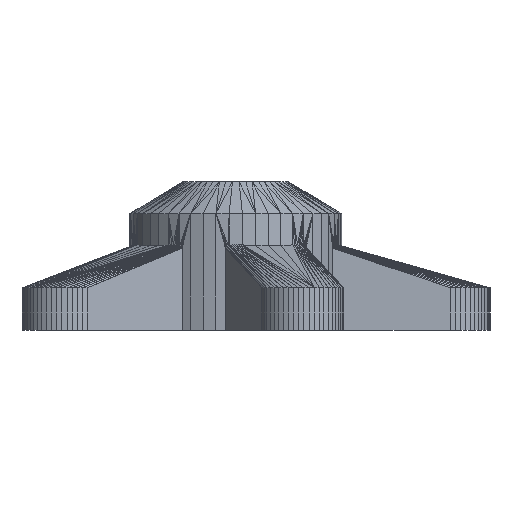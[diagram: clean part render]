
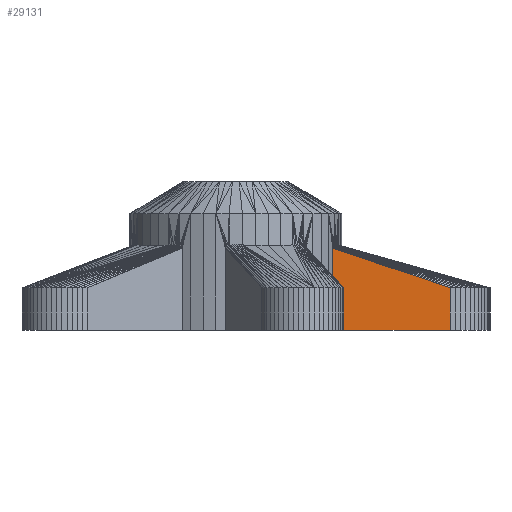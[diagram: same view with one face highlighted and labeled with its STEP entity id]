
A CAD part, front view. The second image highlights one B-rep face of the part: STEP entity #29131.
In plain terms, the highlighted planar face has unit normal (0, -1, 0).
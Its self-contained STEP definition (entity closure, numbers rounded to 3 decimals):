
#24600 = VERTEX_POINT('',#24601);
#24601 = CARTESIAN_POINT('',(20.251,-3.992,4.));
#24610 = PLANE('',#24611);
#24611 = AXIS2_PLACEMENT_3D('',#24612,#24613,#24614);
#24612 = CARTESIAN_POINT('',(14.686,-3.988,
    5.896));
#24613 = DIRECTION('',(0.118,-0.93,0.347));
#24614 = DIRECTION('',(0.,-0.349,
    -0.937));
#24634 = VERTEX_POINT('',#24635);
#24635 = CARTESIAN_POINT('',(9.149,-3.997,
    7.748));
#24660 = EDGE_CURVE('',#24600,#24634,#24661,.T.);
#24661 = SURFACE_CURVE('',#24662,(#24666,#24672),.PCURVE_S1.);
#24662 = LINE('',#24663,#24664);
#24663 = CARTESIAN_POINT('',(20.251,-3.992,4.));
#24664 = VECTOR('',#24665,1.);
#24665 = DIRECTION('',(-0.947,0.,
    0.32));
#24666 = PCURVE('',#24610,#24667);
#24667 = DEFINITIONAL_REPRESENTATION('',(#24668),#24671);
#24668 = B_SPLINE_CURVE_WITH_KNOTS('',1,(#24669,#24670),.UNSPECIFIED.,
  .F.,.F.,(2,2),(0.,11.718),.PIECEWISE_BEZIER_KNOTS.);
#24669 = CARTESIAN_POINT('',(1.778,5.604));
#24670 = CARTESIAN_POINT('',(-1.732,-5.576));
#24671 = ( GEOMETRIC_REPRESENTATION_CONTEXT(2) 
PARAMETRIC_REPRESENTATION_CONTEXT() REPRESENTATION_CONTEXT('2D SPACE',''
  ) );
#24672 = PCURVE('',#24673,#24678);
#24673 = PLANE('',#24674);
#24674 = AXIS2_PLACEMENT_3D('',#24675,#24676,#24677);
#24675 = CARTESIAN_POINT('',(14.098,-3.995,
    3.091));
#24676 = DIRECTION('',(0.,-1.,
    0.));
#24677 = DIRECTION('',(-1.,0.,
    0.));
#24678 = DEFINITIONAL_REPRESENTATION('',(#24679),#24683);
#24679 = LINE('',#24680,#24681);
#24680 = CARTESIAN_POINT('',(-6.153,-0.909));
#24681 = VECTOR('',#24682,1.);
#24682 = DIRECTION('',(0.947,-0.32));
#24683 = ( GEOMETRIC_REPRESENTATION_CONTEXT(2) 
PARAMETRIC_REPRESENTATION_CONTEXT() REPRESENTATION_CONTEXT('2D SPACE',''
  ) );
#24704 = PLANE('',#24705);
#24705 = AXIS2_PLACEMENT_3D('',#24706,#24707,#24708);
#24706 = CARTESIAN_POINT('',(20.5,-3.961,2.));
#24707 = DIRECTION('',(0.125,-0.992,0.));
#24708 = DIRECTION('',(-0.992,-0.125,0.));
#25286 = PLANE('',#25287);
#25287 = AXIS2_PLACEMENT_3D('',#25288,#25289,#25290);
#25288 = CARTESIAN_POINT('',(8.929,-4.465,
    5.304));
#25289 = DIRECTION('',(0.905,-0.426,0.)
  );
#25290 = DIRECTION('',(0.426,0.905,0.));
#26670 = PLANE('',#26671);
#26671 = AXIS2_PLACEMENT_3D('',#26672,#26673,#26674);
#26672 = CARTESIAN_POINT('',(0.,0.,0.));
#26673 = DIRECTION('',(-0.,-0.,-1.));
#26674 = DIRECTION('',(-1.,0.,0.));
#29131 = ADVANCED_FACE('',(#29132),#24673,.T.);
#29132 = FACE_BOUND('',#29133,.T.);
#29133 = EDGE_LOOP('',(#29134,#29135,#29158,#29181));
#29134 = ORIENTED_EDGE('',*,*,#24660,.T.);
#29135 = ORIENTED_EDGE('',*,*,#29136,.T.);
#29136 = EDGE_CURVE('',#24634,#29137,#29139,.T.);
#29137 = VERTEX_POINT('',#29138);
#29138 = CARTESIAN_POINT('',(9.149,-3.997,0.));
#29139 = SURFACE_CURVE('',#29140,(#29144,#29151),.PCURVE_S1.);
#29140 = LINE('',#29141,#29142);
#29141 = CARTESIAN_POINT('',(9.149,-3.997,
    7.748));
#29142 = VECTOR('',#29143,1.);
#29143 = DIRECTION('',(0.,0.,-1.));
#29144 = PCURVE('',#24673,#29145);
#29145 = DEFINITIONAL_REPRESENTATION('',(#29146),#29150);
#29146 = LINE('',#29147,#29148);
#29147 = CARTESIAN_POINT('',(4.949,-4.657));
#29148 = VECTOR('',#29149,1.);
#29149 = DIRECTION('',(0.,1.));
#29150 = ( GEOMETRIC_REPRESENTATION_CONTEXT(2) 
PARAMETRIC_REPRESENTATION_CONTEXT() REPRESENTATION_CONTEXT('2D SPACE',''
  ) );
#29151 = PCURVE('',#25286,#29152);
#29152 = DEFINITIONAL_REPRESENTATION('',(#29153),#29157);
#29153 = LINE('',#29154,#29155);
#29154 = CARTESIAN_POINT('',(0.518,2.444));
#29155 = VECTOR('',#29156,1.);
#29156 = DIRECTION('',(0.,-1.));
#29157 = ( GEOMETRIC_REPRESENTATION_CONTEXT(2) 
PARAMETRIC_REPRESENTATION_CONTEXT() REPRESENTATION_CONTEXT('2D SPACE',''
  ) );
#29158 = ORIENTED_EDGE('',*,*,#29159,.F.);
#29159 = EDGE_CURVE('',#29160,#29137,#29162,.T.);
#29160 = VERTEX_POINT('',#29161);
#29161 = CARTESIAN_POINT('',(20.251,-3.992,0.));
#29162 = SURFACE_CURVE('',#29163,(#29167,#29174),.PCURVE_S1.);
#29163 = LINE('',#29164,#29165);
#29164 = CARTESIAN_POINT('',(20.251,-3.992,0.));
#29165 = VECTOR('',#29166,1.);
#29166 = DIRECTION('',(-1.,0.,0.));
#29167 = PCURVE('',#24673,#29168);
#29168 = DEFINITIONAL_REPRESENTATION('',(#29169),#29173);
#29169 = LINE('',#29170,#29171);
#29170 = CARTESIAN_POINT('',(-6.153,3.091));
#29171 = VECTOR('',#29172,1.);
#29172 = DIRECTION('',(1.,0.));
#29173 = ( GEOMETRIC_REPRESENTATION_CONTEXT(2) 
PARAMETRIC_REPRESENTATION_CONTEXT() REPRESENTATION_CONTEXT('2D SPACE',''
  ) );
#29174 = PCURVE('',#26670,#29175);
#29175 = DEFINITIONAL_REPRESENTATION('',(#29176),#29180);
#29176 = LINE('',#29177,#29178);
#29177 = CARTESIAN_POINT('',(-20.251,-3.992));
#29178 = VECTOR('',#29179,1.);
#29179 = DIRECTION('',(1.,0.));
#29180 = ( GEOMETRIC_REPRESENTATION_CONTEXT(2) 
PARAMETRIC_REPRESENTATION_CONTEXT() REPRESENTATION_CONTEXT('2D SPACE',''
  ) );
#29181 = ORIENTED_EDGE('',*,*,#29182,.F.);
#29182 = EDGE_CURVE('',#24600,#29160,#29183,.T.);
#29183 = SURFACE_CURVE('',#29184,(#29188,#29195),.PCURVE_S1.);
#29184 = LINE('',#29185,#29186);
#29185 = CARTESIAN_POINT('',(20.251,-3.992,4.));
#29186 = VECTOR('',#29187,1.);
#29187 = DIRECTION('',(0.,0.,-1.));
#29188 = PCURVE('',#24673,#29189);
#29189 = DEFINITIONAL_REPRESENTATION('',(#29190),#29194);
#29190 = LINE('',#29191,#29192);
#29191 = CARTESIAN_POINT('',(-6.153,-0.909));
#29192 = VECTOR('',#29193,1.);
#29193 = DIRECTION('',(0.,1.));
#29194 = ( GEOMETRIC_REPRESENTATION_CONTEXT(2) 
PARAMETRIC_REPRESENTATION_CONTEXT() REPRESENTATION_CONTEXT('2D SPACE',''
  ) );
#29195 = PCURVE('',#24704,#29196);
#29196 = DEFINITIONAL_REPRESENTATION('',(#29197),#29201);
#29197 = LINE('',#29198,#29199);
#29198 = CARTESIAN_POINT('',(0.251,-2.));
#29199 = VECTOR('',#29200,1.);
#29200 = DIRECTION('',(-0.,1.));
#29201 = ( GEOMETRIC_REPRESENTATION_CONTEXT(2) 
PARAMETRIC_REPRESENTATION_CONTEXT() REPRESENTATION_CONTEXT('2D SPACE',''
  ) );
